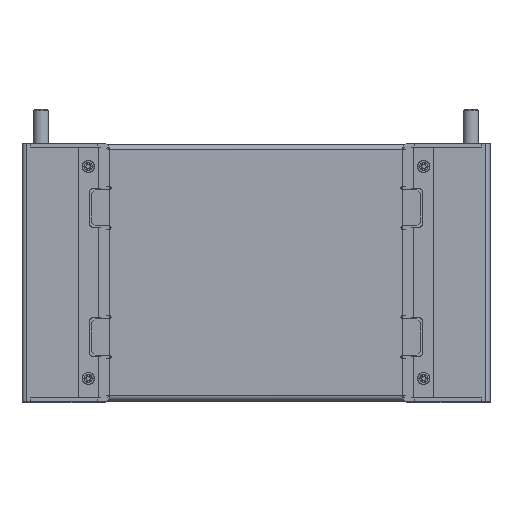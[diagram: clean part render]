
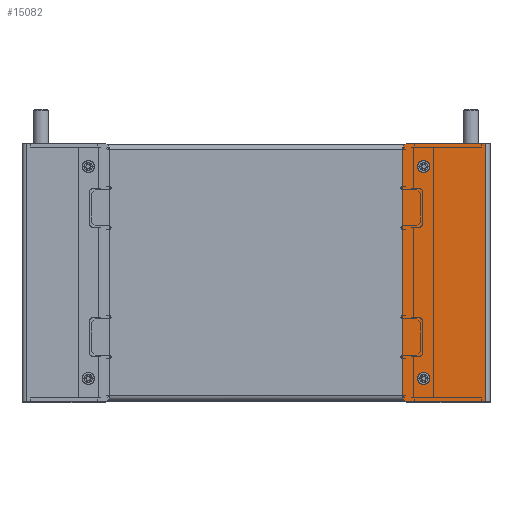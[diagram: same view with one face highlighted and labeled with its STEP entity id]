
A CAD part, top view. The second image highlights one B-rep face of the part: STEP entity #15082.
In plain terms, the highlighted planar face has unit normal (0, 0, 1).
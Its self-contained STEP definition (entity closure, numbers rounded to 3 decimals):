
#238 = CARTESIAN_POINT ( 'NONE',  ( -34., -97., 34. ) ) ;
#297 = AXIS2_PLACEMENT_3D ( 'NONE', #3947, #5782, #4017 ) ;
#305 = CARTESIAN_POINT ( 'NONE',  ( -34., 97., 34. ) ) ;
#393 = VERTEX_POINT ( 'NONE', #11230 ) ;
#604 = VECTOR ( 'NONE', #8313, 1000. ) ;
#628 = LINE ( 'NONE', #11529, #16551 ) ;
#791 = DIRECTION ( 'NONE',  ( -1., 0., 0. ) ) ;
#1193 = ORIENTED_EDGE ( 'NONE', *, *, #3389, .T. ) ;
#1334 = CARTESIAN_POINT ( 'NONE',  ( 30.6, 100., 34. ) ) ;
#1360 = CARTESIAN_POINT ( 'NONE',  ( -17.35, 82., 34. ) ) ;
#1491 = CARTESIAN_POINT ( 'NONE',  ( -34., 97., 34. ) ) ;
#1658 = DIRECTION ( 'NONE',  ( -1., 0., 0. ) ) ;
#2127 = VERTEX_POINT ( 'NONE', #1491 ) ;
#2298 = EDGE_LOOP ( 'NONE', ( #11915, #15838 ) ) ;
#2385 = VERTEX_POINT ( 'NONE', #1334 ) ;
#2652 = LINE ( 'NONE', #13236, #8795 ) ;
#2681 = LINE ( 'NONE', #3658, #6283 ) ;
#2898 = CARTESIAN_POINT ( 'NONE',  ( -31., 100., 34. ) ) ;
#2960 = EDGE_CURVE ( 'NONE', #19447, #2127, #20569, .T. ) ;
#3067 = VERTEX_POINT ( 'NONE', #238 ) ;
#3389 = EDGE_CURVE ( 'NONE', #13197, #393, #12374, .T. ) ;
#3658 = CARTESIAN_POINT ( 'NONE',  ( 30.6, 100., 34. ) ) ;
#3704 = CIRCLE ( 'NONE', #14244, 4.5 ) ;
#3947 = CARTESIAN_POINT ( 'NONE',  ( -17.35, -82., 34. ) ) ;
#4017 = DIRECTION ( 'NONE',  ( -1., 0., 0. ) ) ;
#4094 = CARTESIAN_POINT ( 'NONE',  ( -34., 100., 34. ) ) ;
#4919 = FACE_BOUND ( 'NONE', #6139, .T. ) ;
#4968 = DIRECTION ( 'NONE',  ( -1., 0., 0. ) ) ;
#5040 = ORIENTED_EDGE ( 'NONE', *, *, #2960, .T. ) ;
#5102 = AXIS2_PLACEMENT_3D ( 'NONE', #4094, #5648, #791 ) ;
#5324 = VERTEX_POINT ( 'NONE', #13567 ) ;
#5352 = DIRECTION ( 'NONE',  ( 0., -1., 0. ) ) ;
#5648 = DIRECTION ( 'NONE',  ( 0., 0., -1. ) ) ;
#5650 = ORIENTED_EDGE ( 'NONE', *, *, #19642, .F. ) ;
#5782 = DIRECTION ( 'NONE',  ( 0., 0., -1. ) ) ;
#6077 = LINE ( 'NONE', #16403, #14237 ) ;
#6139 = EDGE_LOOP ( 'NONE', ( #1193, #19935 ) ) ;
#6241 = EDGE_CURVE ( 'NONE', #16152, #14619, #6559, .T. ) ;
#6283 = VECTOR ( 'NONE', #20338, 1000. ) ;
#6559 = LINE ( 'NONE', #18156, #604 ) ;
#7123 = CARTESIAN_POINT ( 'NONE',  ( -12.85, 82., 34. ) ) ;
#7428 = ORIENTED_EDGE ( 'NONE', *, *, #12391, .T. ) ;
#7548 = AXIS2_PLACEMENT_3D ( 'NONE', #9906, #11503, #1658 ) ;
#8313 = DIRECTION ( 'NONE',  ( 1., 0., 0. ) ) ;
#8406 = DIRECTION ( 'NONE',  ( 0., 0., -1. ) ) ;
#8795 = VECTOR ( 'NONE', #16650, 1000. ) ;
#9467 = ORIENTED_EDGE ( 'NONE', *, *, #20118, .F. ) ;
#9555 = DIRECTION ( 'NONE',  ( 0., 0., -1. ) ) ;
#9861 = CIRCLE ( 'NONE', #297, 4.5 ) ;
#9906 = CARTESIAN_POINT ( 'NONE',  ( -17.35, -82., 34. ) ) ;
#10508 = PLANE ( 'NONE',  #5102 ) ;
#10554 = CIRCLE ( 'NONE', #7548, 4.5 ) ;
#10654 = ORIENTED_EDGE ( 'NONE', *, *, #18456, .T. ) ;
#11230 = CARTESIAN_POINT ( 'NONE',  ( -21.85, 82., 34. ) ) ;
#11503 = DIRECTION ( 'NONE',  ( 0., 0., -1. ) ) ;
#11529 = CARTESIAN_POINT ( 'NONE',  ( -34., 100., 34. ) ) ;
#11579 = CARTESIAN_POINT ( 'NONE',  ( -17.35, 82., 34. ) ) ;
#11915 = ORIENTED_EDGE ( 'NONE', *, *, #19371, .T. ) ;
#12172 = ORIENTED_EDGE ( 'NONE', *, *, #6241, .T. ) ;
#12374 = CIRCLE ( 'NONE', #16457, 4.5 ) ;
#12391 = EDGE_CURVE ( 'NONE', #2127, #3067, #628, .T. ) ;
#12829 = CARTESIAN_POINT ( 'NONE',  ( 30.6, -100., 34. ) ) ;
#12951 = EDGE_CURVE ( 'NONE', #393, #13197, #3704, .T. ) ;
#13197 = VERTEX_POINT ( 'NONE', #7123 ) ;
#13236 = CARTESIAN_POINT ( 'NONE',  ( -34., 100., 34. ) ) ;
#13567 = CARTESIAN_POINT ( 'NONE',  ( -21.85, -82., 34. ) ) ;
#14201 = EDGE_CURVE ( 'NONE', #5324, #17151, #10554, .T. ) ;
#14237 = VECTOR ( 'NONE', #19532, 1000. ) ;
#14244 = AXIS2_PLACEMENT_3D ( 'NONE', #11579, #8406, #4968 ) ;
#14381 = FACE_OUTER_BOUND ( 'NONE', #17083, .T. ) ;
#14619 = VERTEX_POINT ( 'NONE', #12829 ) ;
#15082 = ADVANCED_FACE ( 'NONE', ( #18719, #4919, #14381 ), #10508, .F. ) ;
#15838 = ORIENTED_EDGE ( 'NONE', *, *, #14201, .T. ) ;
#16138 = DIRECTION ( 'NONE',  ( -1., 0., 0. ) ) ;
#16152 = VERTEX_POINT ( 'NONE', #16818 ) ;
#16403 = CARTESIAN_POINT ( 'NONE',  ( -31., -100., 34. ) ) ;
#16457 = AXIS2_PLACEMENT_3D ( 'NONE', #1360, #9555, #16138 ) ;
#16551 = VECTOR ( 'NONE', #5352, 1000. ) ;
#16650 = DIRECTION ( 'NONE',  ( 1., 0., 0. ) ) ;
#16818 = CARTESIAN_POINT ( 'NONE',  ( -31., -100., 34. ) ) ;
#17083 = EDGE_LOOP ( 'NONE', ( #7428, #10654, #12172, #5650, #9467, #5040 ) ) ;
#17151 = VERTEX_POINT ( 'NONE', #19355 ) ;
#17491 = VECTOR ( 'NONE', #19990, 1000. ) ;
#18156 = CARTESIAN_POINT ( 'NONE',  ( -34., -100., 34. ) ) ;
#18456 = EDGE_CURVE ( 'NONE', #3067, #16152, #6077, .T. ) ;
#18719 = FACE_BOUND ( 'NONE', #2298, .T. ) ;
#19355 = CARTESIAN_POINT ( 'NONE',  ( -12.85, -82., 34. ) ) ;
#19371 = EDGE_CURVE ( 'NONE', #17151, #5324, #9861, .T. ) ;
#19447 = VERTEX_POINT ( 'NONE', #2898 ) ;
#19532 = DIRECTION ( 'NONE',  ( 0.707, -0.707, 0. ) ) ;
#19642 = EDGE_CURVE ( 'NONE', #2385, #14619, #2681, .T. ) ;
#19935 = ORIENTED_EDGE ( 'NONE', *, *, #12951, .T. ) ;
#19990 = DIRECTION ( 'NONE',  ( -0.707, -0.707, 0. ) ) ;
#20118 = EDGE_CURVE ( 'NONE', #19447, #2385, #2652, .T. ) ;
#20338 = DIRECTION ( 'NONE',  ( 0., -1., 0. ) ) ;
#20569 = LINE ( 'NONE', #305, #17491 ) ;
